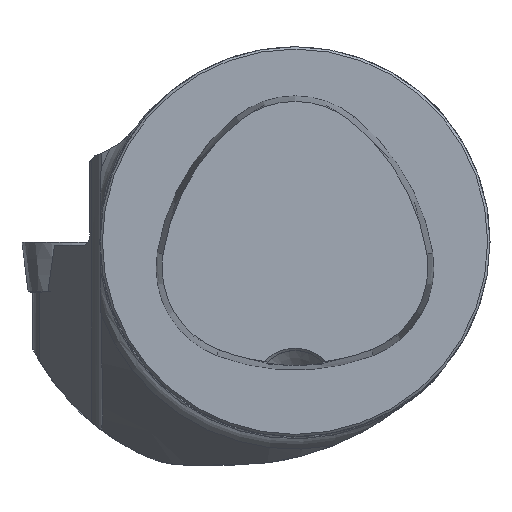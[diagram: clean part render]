
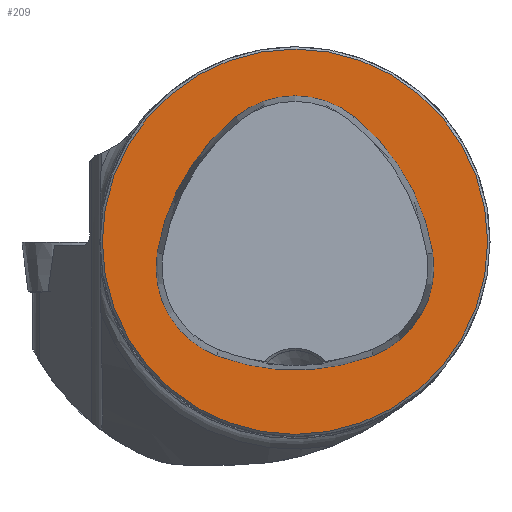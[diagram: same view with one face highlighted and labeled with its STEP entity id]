
A CAD part, top view. The second image highlights one B-rep face of the part: STEP entity #209.
In plain terms, the highlighted planar face has unit normal (0, 0, 1).
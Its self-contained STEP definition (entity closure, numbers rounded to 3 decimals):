
#100=FACE_BOUND('',#372,.T.);
#101=FACE_BOUND('',#373,.T.);
#144=PLANE('',#1422);
#209=ADVANCED_FACE('CU_FL_N1_SU_1',(#100,#101),#144,.T.);
#372=EDGE_LOOP('',(#767,#768,#769,#770,#771,#772));
#373=EDGE_LOOP('',(#773));
#767=ORIENTED_EDGE('',*,*,#1206,.F.);
#768=ORIENTED_EDGE('',*,*,#1207,.F.);
#769=ORIENTED_EDGE('',*,*,#1208,.F.);
#770=ORIENTED_EDGE('',*,*,#1209,.F.);
#771=ORIENTED_EDGE('',*,*,#1203,.F.);
#772=ORIENTED_EDGE('',*,*,#1210,.F.);
#773=ORIENTED_EDGE('',*,*,#1211,.T.);
#1059=VERTEX_POINT('',#2518);
#1060=VERTEX_POINT('',#2520);
#1062=VERTEX_POINT('',#2526);
#1063=VERTEX_POINT('',#2527);
#1064=VERTEX_POINT('',#2529);
#1065=VERTEX_POINT('',#2531);
#1066=VERTEX_POINT('',#2535);
#1203=EDGE_CURVE('',#1059,#1060,#1273,.T.);
#1206=EDGE_CURVE('',#1062,#1063,#1275,.T.);
#1207=EDGE_CURVE('',#1064,#1062,#1276,.T.);
#1208=EDGE_CURVE('',#1065,#1064,#1277,.T.);
#1209=EDGE_CURVE('',#1060,#1065,#1278,.T.);
#1210=EDGE_CURVE('',#1063,#1059,#1279,.T.);
#1211=EDGE_CURVE('',#1066,#1066,#1280,.T.);
#1273=CIRCLE('',#1413,28.075);
#1275=CIRCLE('',#1416,28.075);
#1276=CIRCLE('',#1417,12.075);
#1277=CIRCLE('',#1418,28.075);
#1278=CIRCLE('',#1419,12.075);
#1279=CIRCLE('',#1420,12.075);
#1280=CIRCLE('',#1421,24.7);
#1413=AXIS2_PLACEMENT_3D('',#2519,#1645,#1646);
#1416=AXIS2_PLACEMENT_3D('',#2525,#1652,#1653);
#1417=AXIS2_PLACEMENT_3D('',#2528,#1654,#1655);
#1418=AXIS2_PLACEMENT_3D('',#2530,#1656,#1657);
#1419=AXIS2_PLACEMENT_3D('',#2532,#1658,#1659);
#1420=AXIS2_PLACEMENT_3D('',#2533,#1660,#1661);
#1421=AXIS2_PLACEMENT_3D('',#2534,#1662,#1663);
#1422=AXIS2_PLACEMENT_3D('',#2536,#1664,#1665);
#1645=DIRECTION('',(0.,0.,1.));
#1646=DIRECTION('',(1.,0.,0.));
#1652=DIRECTION('',(0.,0.,1.));
#1653=DIRECTION('',(1.,0.,0.));
#1654=DIRECTION('',(0.,0.,1.));
#1655=DIRECTION('',(1.,0.,0.));
#1656=DIRECTION('',(0.,0.,1.));
#1657=DIRECTION('',(1.,0.,0.));
#1658=DIRECTION('',(0.,0.,1.));
#1659=DIRECTION('',(1.,0.,0.));
#1660=DIRECTION('',(0.,0.,1.));
#1661=DIRECTION('',(1.,0.,0.));
#1662=DIRECTION('',(0.,0.,1.));
#1663=DIRECTION('',(1.,0.,0.));
#1664=DIRECTION('',(0.,0.,1.));
#1665=DIRECTION('',(1.,0.,0.));
#2518=CARTESIAN_POINT('',(-10.05,-14.595,0.));
#2519=CARTESIAN_POINT('',(0.,11.62,0.));
#2520=CARTESIAN_POINT('',(10.05,-14.595,0.));
#2525=CARTESIAN_POINT('',(10.078,-5.807,0.));
#2526=CARTESIAN_POINT('',(-7.606,15.999,0.));
#2527=CARTESIAN_POINT('',(-17.656,-1.443,0.));
#2528=CARTESIAN_POINT('',(0.,6.62,0.));
#2529=CARTESIAN_POINT('',(7.606,15.999,0.));
#2530=CARTESIAN_POINT('',(-10.078,-5.807,0.));
#2531=CARTESIAN_POINT('',(17.656,-1.443,0.));
#2532=CARTESIAN_POINT('',(5.727,-3.32,0.));
#2533=CARTESIAN_POINT('',(-5.727,-3.32,0.));
#2534=CARTESIAN_POINT('',(0.,0.,0.));
#2535=CARTESIAN_POINT('',(24.7,0.,0.));
#2536=CARTESIAN_POINT('',(0.,0.,0.));
